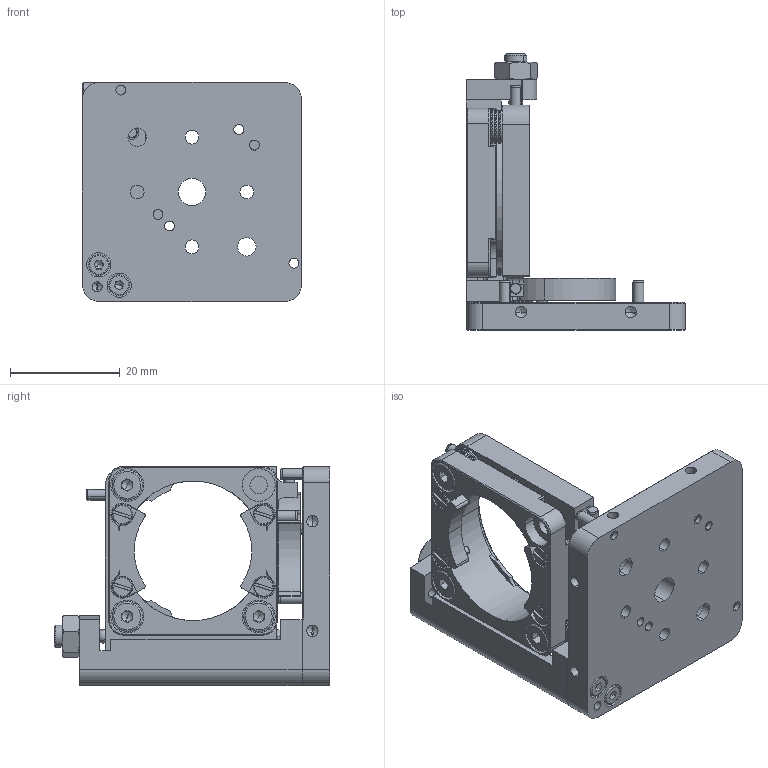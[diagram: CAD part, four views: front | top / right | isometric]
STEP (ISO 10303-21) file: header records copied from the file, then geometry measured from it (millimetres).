
FILE_DESCRIPTION (( 'STEP AP203' ), '1' );
FILE_NAME ('26.045.2603.step', '2011-11-03T15:34:22', ( '' ), ( '' ), 'SwSTEP 2.0', 'SolidWorks 2011', '' );
FILE_SCHEMA (( 'CONFIG_CONTROL_DESIGN' ));
Length unit declared in the file: millimetre
Products named in the file (1): 26.045.2603
Bounding box: 40 x 50.37 x 40 mm (x, y, z)
Volume: 14976.2 mm3; surface area: 14360.1 mm2
Topology: 31 solids, 38 shells, 971 faces, 2323 edges, 1426 vertices
Faces by surface type: cylinder 368, plane 349, cone 197, torus 28, bspline 25, sphere 4
Entity records: 31730 total; most frequent: CARTESIAN_POINT 8778, DIRECTION 4994, ORIENTED_EDGE 4562, EDGE_CURVE 2281, AXIS2_PLACEMENT_3D 1909, VERTEX_POINT 1420, VECTOR 1176, LINE 1176
